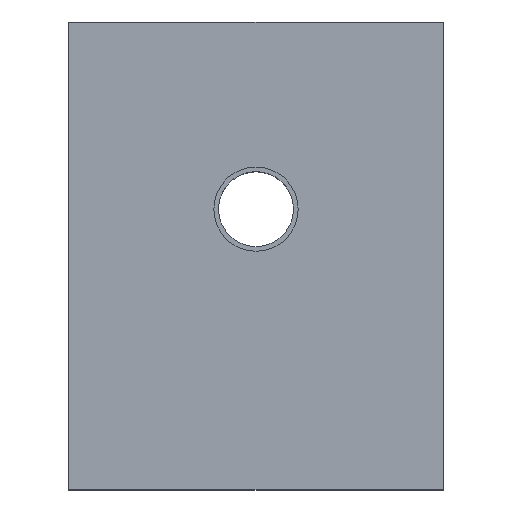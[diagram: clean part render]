
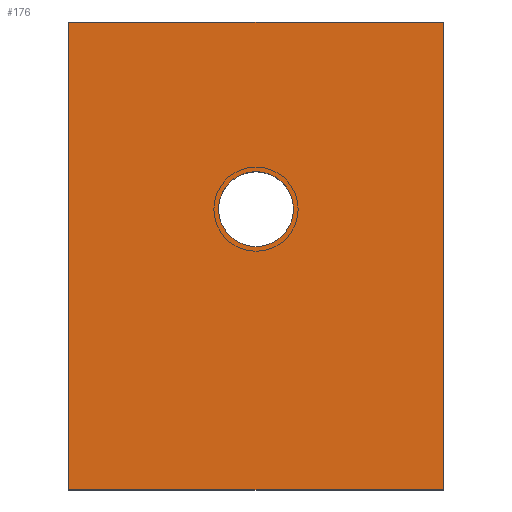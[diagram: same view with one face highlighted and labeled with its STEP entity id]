
A CAD part, top view. The second image highlights one B-rep face of the part: STEP entity #176.
In plain terms, the highlighted planar face has unit normal (0, 0, 1).
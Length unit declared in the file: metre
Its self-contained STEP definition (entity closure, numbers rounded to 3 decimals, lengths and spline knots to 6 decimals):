
#176=ADVANCED_FACE('131:6087',(#239,#240),#241,.T.);
#239=FACE_OUTER_BOUND('',#317,.T.);
#240=FACE_BOUND('',#318,.T.);
#241=PLANE('',#319);
#317=EDGE_LOOP('',(#442,#443,#444,#445));
#318=EDGE_LOOP('',(#446,#447,#448));
#319=AXIS2_PLACEMENT_3D('',#449,#450,#451);
#442=ORIENTED_EDGE('',*,*,#624,.T.);
#443=ORIENTED_EDGE('',*,*,#614,.F.);
#444=ORIENTED_EDGE('',*,*,#625,.F.);
#445=ORIENTED_EDGE('',*,*,#620,.T.);
#446=ORIENTED_EDGE('',*,*,#626,.F.);
#447=ORIENTED_EDGE('',*,*,#627,.F.);
#448=ORIENTED_EDGE('',*,*,#598,.F.);
#449=CARTESIAN_POINT('',(-0.000159,0.0109,0.109502));
#450=DIRECTION('',(0.0,0.0,1.0));
#451=DIRECTION('',(1.0,0.0,0.0));
#598=EDGE_CURVE('131:6165',#681,#684,#685,.T.);
#614=EDGE_CURVE('131:6153',#712,#707,#714,.T.);
#620=EDGE_CURVE('131:6159',#723,#721,#724,.F.);
#624=EDGE_CURVE('131:6150',#721,#707,#728,.F.);
#625=EDGE_CURVE('131:6156',#723,#712,#729,.T.);
#626=EDGE_CURVE('131:6165',#730,#681,#731,.T.);
#627=EDGE_CURVE('131:6165',#684,#730,#732,.T.);
#681=VERTEX_POINT('',#813);
#684=VERTEX_POINT('',#817);
#685=CIRCLE('',#818,0.002);
#707=VERTEX_POINT('',#845);
#712=VERTEX_POINT('',#852);
#714=LINE('',#855,#856);
#721=VERTEX_POINT('',#866);
#723=VERTEX_POINT('',#869);
#724=LINE('',#870,#871);
#728=LINE('',#876,#877);
#729=LINE('',#878,#879);
#730=VERTEX_POINT('',#880);
#731=CIRCLE('',#881,0.002);
#732=CIRCLE('',#882,0.002);
#813=CARTESIAN_POINT('',(-0.002159,0.0259,0.109502));
#817=CARTESIAN_POINT('',(0.001841,0.0259,0.109502));
#818=AXIS2_PLACEMENT_3D('',#976,#977,#978);
#845=CARTESIAN_POINT('',(-0.010158,0.0359,0.109502));
#852=CARTESIAN_POINT('',(-0.010158,0.0109,0.109502));
#855=CARTESIAN_POINT('',(-0.010158,0.0109,0.109502));
#856=VECTOR('',#1008,1.0);
#866=CARTESIAN_POINT('',(0.00984,0.0359,0.109502));
#869=CARTESIAN_POINT('',(0.00984,0.0109,0.109502));
#870=CARTESIAN_POINT('',(0.00984,0.0109,0.109502));
#871=VECTOR('',#1016,1.0);
#876=CARTESIAN_POINT('',(-0.00008,0.0359,0.109502));
#877=VECTOR('',#1024,1.0);
#878=CARTESIAN_POINT('',(0.023,0.0109,0.109502));
#879=VECTOR('',#1025,1.0);
#880=CARTESIAN_POINT('',(-0.000359,0.02789,0.109502));
#881=AXIS2_PLACEMENT_3D('',#1026,#1027,#1028);
#882=AXIS2_PLACEMENT_3D('',#1029,#1030,#1031);
#976=CARTESIAN_POINT('',(-0.000159,0.0259,0.109502));
#977=DIRECTION('',(0.0,0.0,1.0));
#978=DIRECTION('',(-1.0,0.0,0.0));
#1008=DIRECTION('',(0.0,1.0,0.0));
#1016=DIRECTION('',(0.0,-1.0,0.0));
#1024=DIRECTION('',(1.0,0.0,0.0));
#1025=DIRECTION('',(-1.0,0.0,0.0));
#1026=CARTESIAN_POINT('',(-0.000159,0.0259,0.109502));
#1027=DIRECTION('',(0.0,0.0,1.0));
#1028=DIRECTION('',(-1.0,0.0,0.0));
#1029=CARTESIAN_POINT('',(-0.000159,0.0259,0.109502));
#1030=DIRECTION('',(0.0,0.0,1.0));
#1031=DIRECTION('',(-1.0,0.0,0.0));
